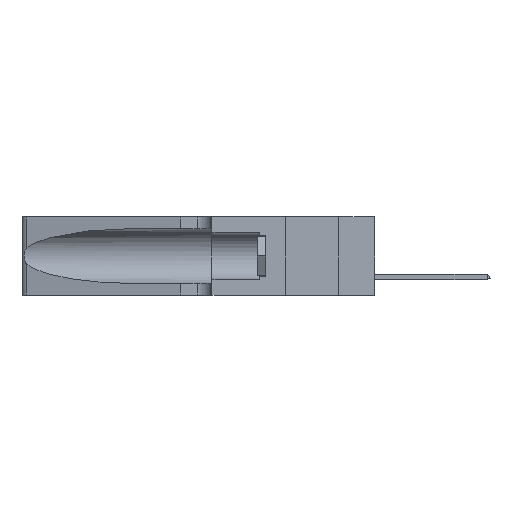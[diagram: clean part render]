
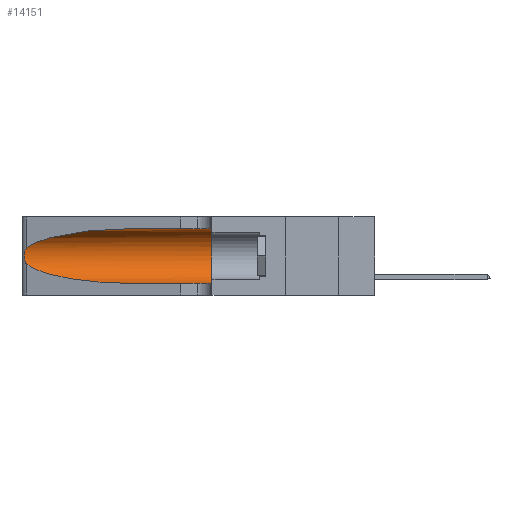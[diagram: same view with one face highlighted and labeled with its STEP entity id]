
A CAD part, left-side view. The second image highlights one B-rep face of the part: STEP entity #14151.
In plain terms, the highlighted cylindrical face has radius 3.308 mm (diameter 6.617 mm), a partial arc.
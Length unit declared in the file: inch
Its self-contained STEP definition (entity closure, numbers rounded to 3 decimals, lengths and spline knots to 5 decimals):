
#118 = EDGE_CURVE ( 'NONE', #20675, #15031, #31594, .T. ) ;
#1334 = CARTESIAN_POINT ( 'NONE',  ( 0.25856, 1.23593, 0.16098 ) ) ;
#1666 = DIRECTION ( 'NONE',  ( 0., -1., 0. ) ) ;
#1824 = EDGE_CURVE ( 'NONE', #41661, #20675, #24478, .T. ) ;
#1889 = CARTESIAN_POINT ( 'NONE',  ( 0.25487, 1.22718, 0.14631 ) ) ;
#3376 = CARTESIAN_POINT ( 'NONE',  ( 0.1305, 1.61858, 0.185 ) ) ;
#3884 = DIRECTION ( 'NONE',  ( 0., -1., 0. ) ) ;
#5735 = CARTESIAN_POINT ( 'NONE',  ( 0.26018, 1.23835, 0.19895 ) ) ;
#6155 = ORIENTED_EDGE ( 'NONE', *, *, #45487, .F. ) ;
#9832 = VECTOR ( 'NONE', #17227, 39.37008 ) ;
#11035 = CARTESIAN_POINT ( 'NONE',  ( 0.25787, 1.23484, 0.2124 ) ) ;
#12008 = CARTESIAN_POINT ( 'NONE',  ( 0.25487, 1.22718, 0.14631 ) ) ;
#13070 = ORIENTED_EDGE ( 'NONE', *, *, #118, .T. ) ;
#13587 = CARTESIAN_POINT ( 'NONE',  ( 0.25789, 1.23486, 0.15765 ) ) ;
#14151 = ADVANCED_FACE ( 'NONE', ( #49230 ), #42403, .F. ) ;
#15031 = VERTEX_POINT ( 'NONE', #24678 ) ;
#17106 = EDGE_CURVE ( 'NONE', #15031, #50807, #27703, .T. ) ;
#17227 = DIRECTION ( 'NONE',  ( 0., -1., 0. ) ) ;
#17757 = CARTESIAN_POINT ( 'NONE',  ( 0.1305, 1.61858, 0.31525 ) ) ;
#18203 = AXIS2_PLACEMENT_3D ( 'NONE', #3376, #3884, #23960 ) ;
#18333 = CARTESIAN_POINT ( 'NONE',  ( 0.1305, 0.35, 0.185 ) ) ;
#20286 = CARTESIAN_POINT ( 'NONE',  ( 0.1305, 0.72297, 0.31525 ) ) ;
#20590 = CARTESIAN_POINT ( 'NONE',  ( 0.1305, 0.72297, 0.05475 ) ) ;
#20675 = VERTEX_POINT ( 'NONE', #51792 ) ;
#21385 = ORIENTED_EDGE ( 'NONE', *, *, #24727, .F. ) ;
#22899 = VERTEX_POINT ( 'NONE', #45326 ) ;
#23960 = DIRECTION ( 'NONE',  ( 0., 0., -1. ) ) ;
#24478 =( BOUNDED_CURVE ( )  B_SPLINE_CURVE ( 3, ( #20286, #40122, #39795, #43808 ),
 .UNSPECIFIED., .F., .F. ) 
 B_SPLINE_CURVE_WITH_KNOTS ( ( 4, 4 ),
 ( 1.5708, 2.84003 ),
 .UNSPECIFIED. ) 
 CURVE ( )  GEOMETRIC_REPRESENTATION_ITEM ( )  RATIONAL_B_SPLINE_CURVE ( ( 1., 0.87, 0.87, 1. ) ) 
 REPRESENTATION_ITEM ( '' )  );
#24568 = CIRCLE ( 'NONE', #27859, 0.13025 ) ;
#24678 = CARTESIAN_POINT ( 'NONE',  ( 0.25487, 1.22718, 0.14631 ) ) ;
#24727 = EDGE_CURVE ( 'NONE', #41991, #22899, #24568, .T. ) ;
#24828 = CARTESIAN_POINT ( 'NONE',  ( 0.1305, 0.72297, 0.05475 ) ) ;
#24937 = CARTESIAN_POINT ( 'NONE',  ( 0.1305, 1.61858, 0.05475 ) ) ;
#25562 = VECTOR ( 'NONE', #1666, 39.37008 ) ;
#25828 = CARTESIAN_POINT ( 'NONE',  ( 0.25639, 1.23186, 0.15144 ) ) ;
#27703 =( BOUNDED_CURVE ( )  B_SPLINE_CURVE ( 3, ( #12008, #27933, #34508, #24828 ),
 .UNSPECIFIED., .F., .F. ) 
 B_SPLINE_CURVE_WITH_KNOTS ( ( 4, 4 ),
 ( 3.44316, 4.71239 ),
 .UNSPECIFIED. ) 
 CURVE ( )  GEOMETRIC_REPRESENTATION_ITEM ( )  RATIONAL_B_SPLINE_CURVE ( ( 1., 0.87, 0.87, 1. ) ) 
 REPRESENTATION_ITEM ( '' )  );
#27859 = AXIS2_PLACEMENT_3D ( 'NONE', #18333, #43786, #42395 ) ;
#27933 = CARTESIAN_POINT ( 'NONE',  ( 0.2373, 1.15595, 0.08982 ) ) ;
#30082 = CARTESIAN_POINT ( 'NONE',  ( 0.25639, 1.23184, 0.21858 ) ) ;
#31594 = B_SPLINE_CURVE_WITH_KNOTS ( 'NONE', 3,
 ( #42466, #50643, #30082, #11035, #41432, #5735, #49271, #49818, #33339, #1334, #13587, #25828, #49459, #1889 ),
 .UNSPECIFIED., .F., .F.,
 ( 4, 2, 2, 2, 2, 2, 4 ),
 ( 0., 0.00027, 0.00053, 0.00107, 0.0016, 0.00187, 0.00214 ),
 .UNSPECIFIED. ) ;
#33339 = CARTESIAN_POINT ( 'NONE',  ( 0.26017, 1.23833, 0.17102 ) ) ;
#34508 = CARTESIAN_POINT ( 'NONE',  ( 0.18966, 0.96281, 0.05475 ) ) ;
#35253 = ORIENTED_EDGE ( 'NONE', *, *, #17106, .T. ) ;
#35425 = EDGE_CURVE ( 'NONE', #50807, #22899, #38006, .T. ) ;
#37694 = EDGE_LOOP ( 'NONE', ( #43376, #13070, #35253, #44656, #21385, #6155 ) ) ;
#37695 = CARTESIAN_POINT ( 'NONE',  ( 0.1305, 0.35, 0.31525 ) ) ;
#38006 = LINE ( 'NONE', #24937, #9832 ) ;
#39795 = CARTESIAN_POINT ( 'NONE',  ( 0.2373, 1.15595, 0.28018 ) ) ;
#40122 = CARTESIAN_POINT ( 'NONE',  ( 0.18966, 0.96281, 0.31525 ) ) ;
#41432 = CARTESIAN_POINT ( 'NONE',  ( 0.25854, 1.2359, 0.20912 ) ) ;
#41661 = VERTEX_POINT ( 'NONE', #50817 ) ;
#41991 = VERTEX_POINT ( 'NONE', #37695 ) ;
#42395 = DIRECTION ( 'NONE',  ( 0., 0., 1. ) ) ;
#42403 = CYLINDRICAL_SURFACE ( 'NONE', #18203, 0.13025 ) ;
#42466 = CARTESIAN_POINT ( 'NONE',  ( 0.25487, 1.22718, 0.22369 ) ) ;
#43376 = ORIENTED_EDGE ( 'NONE', *, *, #1824, .T. ) ;
#43786 = DIRECTION ( 'NONE',  ( 0., 1., 0. ) ) ;
#43808 = CARTESIAN_POINT ( 'NONE',  ( 0.25487, 1.22718, 0.22369 ) ) ;
#44656 = ORIENTED_EDGE ( 'NONE', *, *, #35425, .T. ) ;
#45326 = CARTESIAN_POINT ( 'NONE',  ( 0.1305, 0.35, 0.05475 ) ) ;
#45487 = EDGE_CURVE ( 'NONE', #41661, #41991, #48146, .T. ) ;
#48146 = LINE ( 'NONE', #17757, #25562 ) ;
#49230 = FACE_OUTER_BOUND ( 'NONE', #37694, .T. ) ;
#49271 = CARTESIAN_POINT ( 'NONE',  ( 0.26075, 1.23896, 0.19203 ) ) ;
#49459 = CARTESIAN_POINT ( 'NONE',  ( 0.25555, 1.22993, 0.14849 ) ) ;
#49818 = CARTESIAN_POINT ( 'NONE',  ( 0.26075, 1.23896, 0.178 ) ) ;
#50643 = CARTESIAN_POINT ( 'NONE',  ( 0.25555, 1.22994, 0.2215 ) ) ;
#50807 = VERTEX_POINT ( 'NONE', #20590 ) ;
#50817 = CARTESIAN_POINT ( 'NONE',  ( 0.1305, 0.72297, 0.31525 ) ) ;
#51792 = CARTESIAN_POINT ( 'NONE',  ( 0.25487, 1.22718, 0.22369 ) ) ;
